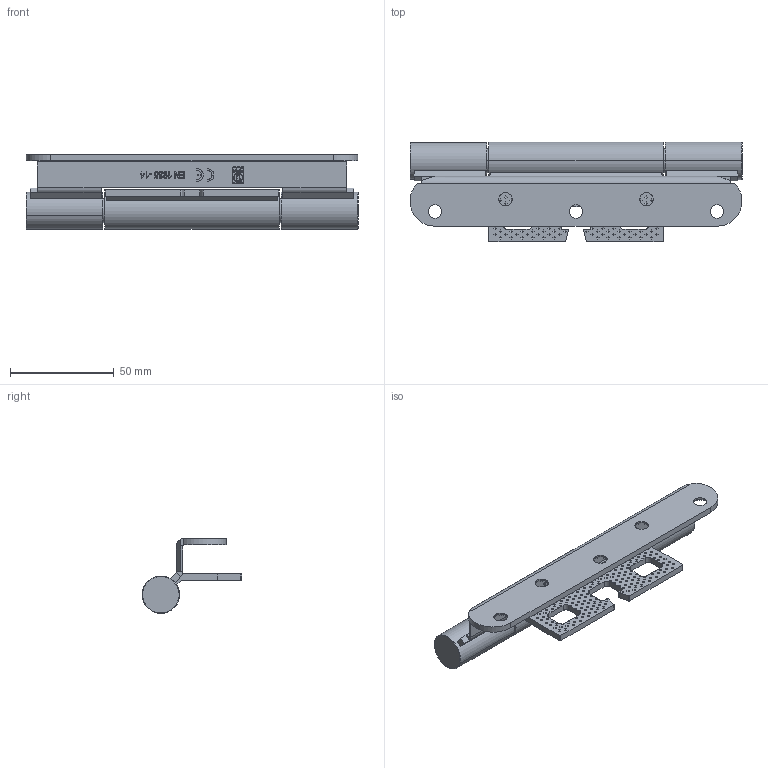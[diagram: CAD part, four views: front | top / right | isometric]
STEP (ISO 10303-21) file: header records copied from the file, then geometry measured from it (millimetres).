
FILE_DESCRIPTION (( 'STEP AP203' ), '1' );
FILE_NAME ('OBX-18-1531-160-LG-RC-A_D042-26437.STEP', '2022-05-04T09:08:14', ( '' ), ( '' ), 'SwSTEP 2.0', 'SolidWorks 2020', '' );
FILE_SCHEMA (( 'CONFIG_CONTROL_DESIGN' ));
Length unit declared in the file: millimetre
Products named in the file (8): DIN5401-III; OBX-18-1531-160-LG-RC-A_D042-26437; D044-14309; D046-14312; D043-25250; B01572; D044-14308; D043-14313
Assembly tree (11 placements, depth 2):
  OBX-18-1531-160-LG-RC-A_D042-26437
    D044-14309
    D043-25250
    DIN5401-III  x2
    B01572  x2
    D044-14308  x2
    D046-14312  x2
    D043-14313
Bounding box: 160 x 48 x 36 mm (x, y, z)
Volume: 63332.2 mm3; surface area: 35173.5 mm2
Topology: 11 solids, 11 shells, 1826 faces, 3977 edges, 2524 vertices
Faces by surface type: plane 1598, cylinder 131, bspline 51, cone 30, sphere 12, torus 4
Entity records: 50926 total; most frequent: CARTESIAN_POINT 11237, ORIENTED_EDGE 7744, DIRECTION 7479, EDGE_CURVE 3872, LINE 3473, VECTOR 3473, VERTEX_POINT 2456, EDGE_LOOP 2148
